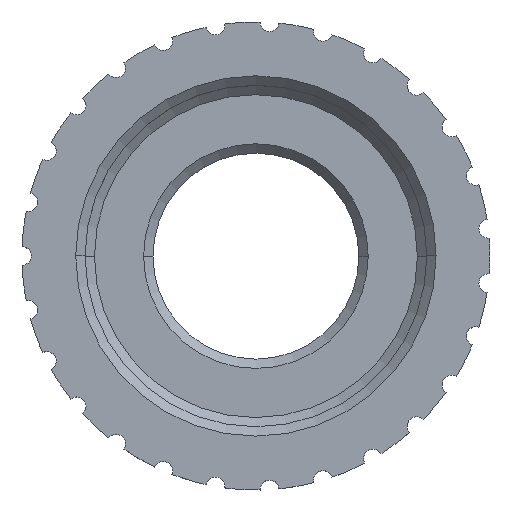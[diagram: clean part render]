
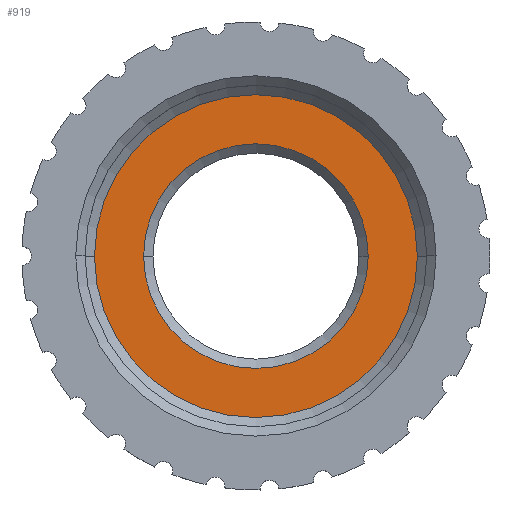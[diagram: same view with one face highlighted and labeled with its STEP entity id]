
A CAD part, top view. The second image highlights one B-rep face of the part: STEP entity #919.
In plain terms, the highlighted planar face has unit normal (0, 0, 1).
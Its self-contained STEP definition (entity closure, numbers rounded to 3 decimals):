
#2 = VERTEX_POINT ( 'NONE', #1225 ) ;
#43 = EDGE_CURVE ( 'NONE', #2068, #2263, #1648, .T. ) ;
#54 = CIRCLE ( 'NONE', #2794, 3.45 ) ;
#208 = AXIS2_PLACEMENT_3D ( 'NONE', #390, #384, #373 ) ;
#211 = CARTESIAN_POINT ( 'NONE',  ( -4.9, -132.35, -2.1 ) ) ;
#283 = AXIS2_PLACEMENT_3D ( 'NONE', #490, #458, #472 ) ;
#373 = DIRECTION ( 'NONE',  ( 1., 0., 0. ) ) ;
#384 = DIRECTION ( 'NONE',  ( 0., 0., 1. ) ) ;
#387 = EDGE_CURVE ( 'NONE', #2263, #2068, #2448, .T. ) ;
#390 = CARTESIAN_POINT ( 'NONE',  ( -2.5, -132.35, -2.1 ) ) ;
#407 = EDGE_CURVE ( 'NONE', #2, #2077, #2162, .T. ) ;
#439 = FACE_BOUND ( 'NONE', #1194, .T. ) ;
#458 = DIRECTION ( 'NONE',  ( 0., 0., -1. ) ) ;
#472 = DIRECTION ( 'NONE',  ( 1., 0., 0. ) ) ;
#490 = CARTESIAN_POINT ( 'NONE',  ( -2.5, -132.35, -2.1 ) ) ;
#545 = CARTESIAN_POINT ( 'NONE',  ( -5.95, -132.35, -2.1 ) ) ;
#919 = ADVANCED_FACE ( 'NONE', ( #439, #2234 ), #1594, .T. ) ;
#953 = AXIS2_PLACEMENT_3D ( 'NONE', #2336, #2281, #2237 ) ;
#1134 = DIRECTION ( 'NONE',  ( 1., 0., 0. ) ) ;
#1176 = ORIENTED_EDGE ( 'NONE', *, *, #407, .T. ) ;
#1194 = EDGE_LOOP ( 'NONE', ( #2430, #1704 ) ) ;
#1225 = CARTESIAN_POINT ( 'NONE',  ( 0.95, -132.35, -2.1 ) ) ;
#1493 = CARTESIAN_POINT ( 'NONE',  ( -2.5, -132.35, -2.1 ) ) ;
#1501 = DIRECTION ( 'NONE',  ( 1., 0., 0. ) ) ;
#1505 = CARTESIAN_POINT ( 'NONE',  ( -2.5, -132.35, -2.1 ) ) ;
#1530 = DIRECTION ( 'NONE',  ( 0., 0., 1. ) ) ;
#1594 = PLANE ( 'NONE',  #1994 ) ;
#1648 = CIRCLE ( 'NONE', #953, 2.4 ) ;
#1663 = DIRECTION ( 'NONE',  ( 0., 0., 1. ) ) ;
#1704 = ORIENTED_EDGE ( 'NONE', *, *, #387, .T. ) ;
#1972 = EDGE_CURVE ( 'NONE', #2077, #2, #54, .T. ) ;
#1994 = AXIS2_PLACEMENT_3D ( 'NONE', #1493, #1530, #1501 ) ;
#2068 = VERTEX_POINT ( 'NONE', #2301 ) ;
#2077 = VERTEX_POINT ( 'NONE', #545 ) ;
#2085 = ORIENTED_EDGE ( 'NONE', *, *, #1972, .T. ) ;
#2162 = CIRCLE ( 'NONE', #208, 3.45 ) ;
#2215 = EDGE_LOOP ( 'NONE', ( #1176, #2085 ) ) ;
#2234 = FACE_OUTER_BOUND ( 'NONE', #2215, .T. ) ;
#2237 = DIRECTION ( 'NONE',  ( 1., 0., 0. ) ) ;
#2263 = VERTEX_POINT ( 'NONE', #211 ) ;
#2281 = DIRECTION ( 'NONE',  ( 0., 0., -1. ) ) ;
#2301 = CARTESIAN_POINT ( 'NONE',  ( -0.1, -132.35, -2.1 ) ) ;
#2336 = CARTESIAN_POINT ( 'NONE',  ( -2.5, -132.35, -2.1 ) ) ;
#2430 = ORIENTED_EDGE ( 'NONE', *, *, #43, .T. ) ;
#2448 = CIRCLE ( 'NONE', #283, 2.4 ) ;
#2794 = AXIS2_PLACEMENT_3D ( 'NONE', #1505, #1663, #1134 ) ;
